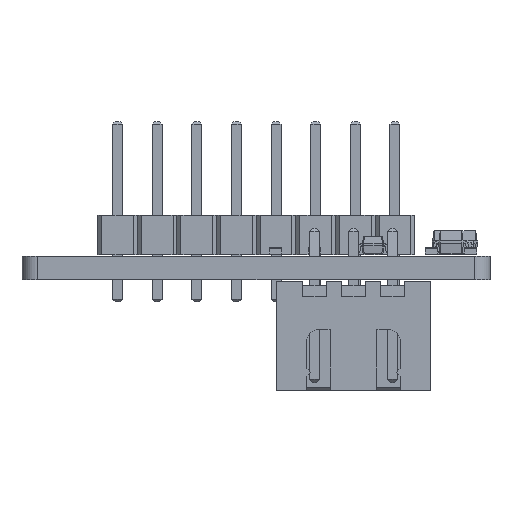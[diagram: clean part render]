
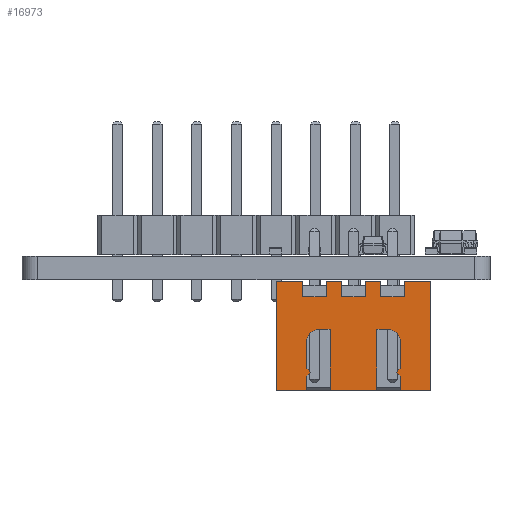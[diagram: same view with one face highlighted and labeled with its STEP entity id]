
A CAD part, front view. The second image highlights one B-rep face of the part: STEP entity #16973.
In plain terms, the highlighted face is planar.
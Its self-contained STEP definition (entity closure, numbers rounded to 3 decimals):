
#16354 = VERTEX_POINT('',#16355);
#16355 = CARTESIAN_POINT('',(-2.45,2.35,0.));
#16363 = EDGE_CURVE('',#16354,#16364,#16366,.T.);
#16364 = VERTEX_POINT('',#16365);
#16365 = CARTESIAN_POINT('',(-2.45,2.35,7.));
#16366 = LINE('',#16367,#16368);
#16367 = CARTESIAN_POINT('',(-2.45,2.35,0.));
#16368 = VECTOR('',#16369,1.);
#16369 = DIRECTION('',(0.,0.,1.));
#16587 = VERTEX_POINT('',#16588);
#16588 = CARTESIAN_POINT('',(7.45,2.35,0.));
#16630 = VERTEX_POINT('',#16631);
#16631 = CARTESIAN_POINT('',(7.45,2.35,7.));
#16637 = EDGE_CURVE('',#16587,#16630,#16638,.T.);
#16638 = LINE('',#16639,#16640);
#16639 = CARTESIAN_POINT('',(7.45,2.35,0.));
#16640 = VECTOR('',#16641,1.);
#16641 = DIRECTION('',(0.,0.,1.));
#16745 = VERTEX_POINT('',#16746);
#16746 = CARTESIAN_POINT('',(-0.75,2.35,0.));
#16752 = EDGE_CURVE('',#16745,#16354,#16753,.T.);
#16753 = LINE('',#16754,#16755);
#16754 = CARTESIAN_POINT('',(7.45,2.35,0.));
#16755 = VECTOR('',#16756,1.);
#16756 = DIRECTION('',(-1.,0.,0.));
#16955 = VERTEX_POINT('',#16956);
#16956 = CARTESIAN_POINT('',(-0.5,2.35,7.));
#16962 = EDGE_CURVE('',#16955,#16364,#16963,.T.);
#16963 = LINE('',#16964,#16965);
#16964 = CARTESIAN_POINT('',(7.45,2.35,7.));
#16965 = VECTOR('',#16966,1.);
#16966 = DIRECTION('',(-1.,0.,0.));
#16973 = ADVANCED_FACE('',(#16974),#17202,.F.);
#16974 = FACE_BOUND('',#16975,.F.);
#16975 = EDGE_LOOP('',(#16976,#16984,#16985,#16993,#17001,#17009,#17017,
    #17025,#17034,#17042,#17050,#17058,#17066,#17074,#17083,#17091,
    #17099,#17107,#17113,#17114,#17115,#17116,#17124,#17132,#17140,
    #17148,#17156,#17164,#17172,#17180,#17188,#17196));
#16976 = ORIENTED_EDGE('',*,*,#16977,.F.);
#16977 = EDGE_CURVE('',#16587,#16978,#16980,.T.);
#16978 = VERTEX_POINT('',#16979);
#16979 = CARTESIAN_POINT('',(5.75,2.35,0.));
#16980 = LINE('',#16981,#16982);
#16981 = CARTESIAN_POINT('',(7.45,2.35,0.));
#16982 = VECTOR('',#16983,1.);
#16983 = DIRECTION('',(-1.,0.,0.));
#16984 = ORIENTED_EDGE('',*,*,#16637,.T.);
#16985 = ORIENTED_EDGE('',*,*,#16986,.T.);
#16986 = EDGE_CURVE('',#16630,#16987,#16989,.T.);
#16987 = VERTEX_POINT('',#16988);
#16988 = CARTESIAN_POINT('',(5.5,2.35,7.));
#16989 = LINE('',#16990,#16991);
#16990 = CARTESIAN_POINT('',(7.45,2.35,7.));
#16991 = VECTOR('',#16992,1.);
#16992 = DIRECTION('',(-1.,0.,0.));
#16993 = ORIENTED_EDGE('',*,*,#16994,.F.);
#16994 = EDGE_CURVE('',#16995,#16987,#16997,.T.);
#16995 = VERTEX_POINT('',#16996);
#16996 = CARTESIAN_POINT('',(5.5,2.35,6.1));
#16997 = LINE('',#16998,#16999);
#16998 = CARTESIAN_POINT('',(5.5,2.35,6.1));
#16999 = VECTOR('',#17000,1.);
#17000 = DIRECTION('',(0.,0.,1.));
#17001 = ORIENTED_EDGE('',*,*,#17002,.F.);
#17002 = EDGE_CURVE('',#17003,#16995,#17005,.T.);
#17003 = VERTEX_POINT('',#17004);
#17004 = CARTESIAN_POINT('',(5.25,2.35,5.85));
#17005 = LINE('',#17006,#17007);
#17006 = CARTESIAN_POINT('',(5.25,2.35,5.85));
#17007 = VECTOR('',#17008,1.);
#17008 = DIRECTION('',(0.707,0.,0.707
    ));
#17009 = ORIENTED_EDGE('',*,*,#17010,.F.);
#17010 = EDGE_CURVE('',#17011,#17003,#17013,.T.);
#17011 = VERTEX_POINT('',#17012);
#17012 = CARTESIAN_POINT('',(5.5,2.35,5.6));
#17013 = LINE('',#17014,#17015);
#17014 = CARTESIAN_POINT('',(5.5,2.35,5.6));
#17015 = VECTOR('',#17016,1.);
#17016 = DIRECTION('',(-0.707,0.,0.707
    ));
#17017 = ORIENTED_EDGE('',*,*,#17018,.F.);
#17018 = EDGE_CURVE('',#17019,#17011,#17021,.T.);
#17019 = VERTEX_POINT('',#17020);
#17020 = CARTESIAN_POINT('',(5.5,2.35,3.85));
#17021 = LINE('',#17022,#17023);
#17022 = CARTESIAN_POINT('',(5.5,2.35,3.1));
#17023 = VECTOR('',#17024,1.);
#17024 = DIRECTION('',(0.,0.,1.));
#17025 = ORIENTED_EDGE('',*,*,#17026,.F.);
#17026 = EDGE_CURVE('',#17027,#17019,#17029,.T.);
#17027 = VERTEX_POINT('',#17028);
#17028 = CARTESIAN_POINT('',(4.75,2.35,3.1));
#17029 = CIRCLE('',#17030,0.75);
#17030 = AXIS2_PLACEMENT_3D('',#17031,#17032,#17033);
#17031 = CARTESIAN_POINT('',(4.75,2.35,3.85));
#17032 = DIRECTION('',(0.,-1.,0.));
#17033 = DIRECTION('',(0.,0.,1.));
#17034 = ORIENTED_EDGE('',*,*,#17035,.F.);
#17035 = EDGE_CURVE('',#17036,#17027,#17038,.T.);
#17036 = VERTEX_POINT('',#17037);
#17037 = CARTESIAN_POINT('',(4.,2.35,3.1));
#17038 = LINE('',#17039,#17040);
#17039 = CARTESIAN_POINT('',(4.,2.35,3.1));
#17040 = VECTOR('',#17041,1.);
#17041 = DIRECTION('',(1.,0.,0.));
#17042 = ORIENTED_EDGE('',*,*,#17043,.F.);
#17043 = EDGE_CURVE('',#17044,#17036,#17046,.T.);
#17044 = VERTEX_POINT('',#17045);
#17045 = CARTESIAN_POINT('',(4.,2.35,7.));
#17046 = LINE('',#17047,#17048);
#17047 = CARTESIAN_POINT('',(4.,2.35,7.));
#17048 = VECTOR('',#17049,1.);
#17049 = DIRECTION('',(-0.,0.,-1.));
#17050 = ORIENTED_EDGE('',*,*,#17051,.T.);
#17051 = EDGE_CURVE('',#17044,#17052,#17054,.T.);
#17052 = VERTEX_POINT('',#17053);
#17053 = CARTESIAN_POINT('',(1.,2.35,7.));
#17054 = LINE('',#17055,#17056);
#17055 = CARTESIAN_POINT('',(7.45,2.35,7.));
#17056 = VECTOR('',#17057,1.);
#17057 = DIRECTION('',(-1.,0.,0.));
#17058 = ORIENTED_EDGE('',*,*,#17059,.T.);
#17059 = EDGE_CURVE('',#17052,#17060,#17062,.T.);
#17060 = VERTEX_POINT('',#17061);
#17061 = CARTESIAN_POINT('',(1.,2.35,3.1));
#17062 = LINE('',#17063,#17064);
#17063 = CARTESIAN_POINT('',(1.,2.35,7.));
#17064 = VECTOR('',#17065,1.);
#17065 = DIRECTION('',(-0.,0.,-1.));
#17066 = ORIENTED_EDGE('',*,*,#17067,.T.);
#17067 = EDGE_CURVE('',#17060,#17068,#17070,.T.);
#17068 = VERTEX_POINT('',#17069);
#17069 = CARTESIAN_POINT('',(0.25,2.35,3.1));
#17070 = LINE('',#17071,#17072);
#17071 = CARTESIAN_POINT('',(1.,2.35,3.1));
#17072 = VECTOR('',#17073,1.);
#17073 = DIRECTION('',(-1.,0.,0.));
#17074 = ORIENTED_EDGE('',*,*,#17075,.T.);
#17075 = EDGE_CURVE('',#17068,#17076,#17078,.T.);
#17076 = VERTEX_POINT('',#17077);
#17077 = CARTESIAN_POINT('',(-0.5,2.35,3.85));
#17078 = CIRCLE('',#17079,0.75);
#17079 = AXIS2_PLACEMENT_3D('',#17080,#17081,#17082);
#17080 = CARTESIAN_POINT('',(0.25,2.35,3.85));
#17081 = DIRECTION('',(0.,1.,-0.));
#17082 = DIRECTION('',(0.,0.,1.));
#17083 = ORIENTED_EDGE('',*,*,#17084,.T.);
#17084 = EDGE_CURVE('',#17076,#17085,#17087,.T.);
#17085 = VERTEX_POINT('',#17086);
#17086 = CARTESIAN_POINT('',(-0.5,2.35,5.6));
#17087 = LINE('',#17088,#17089);
#17088 = CARTESIAN_POINT('',(-0.5,2.35,3.1));
#17089 = VECTOR('',#17090,1.);
#17090 = DIRECTION('',(0.,0.,1.));
#17091 = ORIENTED_EDGE('',*,*,#17092,.T.);
#17092 = EDGE_CURVE('',#17085,#17093,#17095,.T.);
#17093 = VERTEX_POINT('',#17094);
#17094 = CARTESIAN_POINT('',(-0.25,2.35,5.85));
#17095 = LINE('',#17096,#17097);
#17096 = CARTESIAN_POINT('',(-0.5,2.35,5.6));
#17097 = VECTOR('',#17098,1.);
#17098 = DIRECTION('',(0.707,0.,0.707
    ));
#17099 = ORIENTED_EDGE('',*,*,#17100,.T.);
#17100 = EDGE_CURVE('',#17093,#17101,#17103,.T.);
#17101 = VERTEX_POINT('',#17102);
#17102 = CARTESIAN_POINT('',(-0.5,2.35,6.1));
#17103 = LINE('',#17104,#17105);
#17104 = CARTESIAN_POINT('',(-0.25,2.35,5.85));
#17105 = VECTOR('',#17106,1.);
#17106 = DIRECTION('',(-0.707,0.,0.707
    ));
#17107 = ORIENTED_EDGE('',*,*,#17108,.T.);
#17108 = EDGE_CURVE('',#17101,#16955,#17109,.T.);
#17109 = LINE('',#17110,#17111);
#17110 = CARTESIAN_POINT('',(-0.5,2.35,6.1));
#17111 = VECTOR('',#17112,1.);
#17112 = DIRECTION('',(0.,0.,1.));
#17113 = ORIENTED_EDGE('',*,*,#16962,.T.);
#17114 = ORIENTED_EDGE('',*,*,#16363,.F.);
#17115 = ORIENTED_EDGE('',*,*,#16752,.F.);
#17116 = ORIENTED_EDGE('',*,*,#17117,.T.);
#17117 = EDGE_CURVE('',#16745,#17118,#17120,.T.);
#17118 = VERTEX_POINT('',#17119);
#17119 = CARTESIAN_POINT('',(-0.75,2.35,1.));
#17120 = LINE('',#17121,#17122);
#17121 = CARTESIAN_POINT('',(-0.75,2.35,0.));
#17122 = VECTOR('',#17123,1.);
#17123 = DIRECTION('',(0.,0.,1.));
#17124 = ORIENTED_EDGE('',*,*,#17125,.F.);
#17125 = EDGE_CURVE('',#17126,#17118,#17128,.T.);
#17126 = VERTEX_POINT('',#17127);
#17127 = CARTESIAN_POINT('',(0.75,2.35,1.));
#17128 = LINE('',#17129,#17130);
#17129 = CARTESIAN_POINT('',(0.75,2.35,1.));
#17130 = VECTOR('',#17131,1.);
#17131 = DIRECTION('',(-1.,0.,0.));
#17132 = ORIENTED_EDGE('',*,*,#17133,.F.);
#17133 = EDGE_CURVE('',#17134,#17126,#17136,.T.);
#17134 = VERTEX_POINT('',#17135);
#17135 = CARTESIAN_POINT('',(0.75,2.35,0.));
#17136 = LINE('',#17137,#17138);
#17137 = CARTESIAN_POINT('',(0.75,2.35,0.));
#17138 = VECTOR('',#17139,1.);
#17139 = DIRECTION('',(0.,0.,1.));
#17140 = ORIENTED_EDGE('',*,*,#17141,.F.);
#17141 = EDGE_CURVE('',#17142,#17134,#17144,.T.);
#17142 = VERTEX_POINT('',#17143);
#17143 = CARTESIAN_POINT('',(1.75,2.35,0.));
#17144 = LINE('',#17145,#17146);
#17145 = CARTESIAN_POINT('',(7.45,2.35,0.));
#17146 = VECTOR('',#17147,1.);
#17147 = DIRECTION('',(-1.,0.,0.));
#17148 = ORIENTED_EDGE('',*,*,#17149,.T.);
#17149 = EDGE_CURVE('',#17142,#17150,#17152,.T.);
#17150 = VERTEX_POINT('',#17151);
#17151 = CARTESIAN_POINT('',(1.75,2.35,1.));
#17152 = LINE('',#17153,#17154);
#17153 = CARTESIAN_POINT('',(1.75,2.35,0.));
#17154 = VECTOR('',#17155,1.);
#17155 = DIRECTION('',(0.,0.,1.));
#17156 = ORIENTED_EDGE('',*,*,#17157,.F.);
#17157 = EDGE_CURVE('',#17158,#17150,#17160,.T.);
#17158 = VERTEX_POINT('',#17159);
#17159 = CARTESIAN_POINT('',(3.25,2.35,1.));
#17160 = LINE('',#17161,#17162);
#17161 = CARTESIAN_POINT('',(3.25,2.35,1.));
#17162 = VECTOR('',#17163,1.);
#17163 = DIRECTION('',(-1.,0.,0.));
#17164 = ORIENTED_EDGE('',*,*,#17165,.F.);
#17165 = EDGE_CURVE('',#17166,#17158,#17168,.T.);
#17166 = VERTEX_POINT('',#17167);
#17167 = CARTESIAN_POINT('',(3.25,2.35,0.));
#17168 = LINE('',#17169,#17170);
#17169 = CARTESIAN_POINT('',(3.25,2.35,0.));
#17170 = VECTOR('',#17171,1.);
#17171 = DIRECTION('',(0.,0.,1.));
#17172 = ORIENTED_EDGE('',*,*,#17173,.F.);
#17173 = EDGE_CURVE('',#17174,#17166,#17176,.T.);
#17174 = VERTEX_POINT('',#17175);
#17175 = CARTESIAN_POINT('',(4.25,2.35,0.));
#17176 = LINE('',#17177,#17178);
#17177 = CARTESIAN_POINT('',(7.45,2.35,0.));
#17178 = VECTOR('',#17179,1.);
#17179 = DIRECTION('',(-1.,0.,0.));
#17180 = ORIENTED_EDGE('',*,*,#17181,.T.);
#17181 = EDGE_CURVE('',#17174,#17182,#17184,.T.);
#17182 = VERTEX_POINT('',#17183);
#17183 = CARTESIAN_POINT('',(4.25,2.35,1.));
#17184 = LINE('',#17185,#17186);
#17185 = CARTESIAN_POINT('',(4.25,2.35,0.));
#17186 = VECTOR('',#17187,1.);
#17187 = DIRECTION('',(0.,0.,1.));
#17188 = ORIENTED_EDGE('',*,*,#17189,.F.);
#17189 = EDGE_CURVE('',#17190,#17182,#17192,.T.);
#17190 = VERTEX_POINT('',#17191);
#17191 = CARTESIAN_POINT('',(5.75,2.35,1.));
#17192 = LINE('',#17193,#17194);
#17193 = CARTESIAN_POINT('',(5.75,2.35,1.));
#17194 = VECTOR('',#17195,1.);
#17195 = DIRECTION('',(-1.,0.,0.));
#17196 = ORIENTED_EDGE('',*,*,#17197,.F.);
#17197 = EDGE_CURVE('',#16978,#17190,#17198,.T.);
#17198 = LINE('',#17199,#17200);
#17199 = CARTESIAN_POINT('',(5.75,2.35,0.));
#17200 = VECTOR('',#17201,1.);
#17201 = DIRECTION('',(0.,0.,1.));
#17202 = PLANE('',#17203);
#17203 = AXIS2_PLACEMENT_3D('',#17204,#17205,#17206);
#17204 = CARTESIAN_POINT('',(7.45,2.35,0.));
#17205 = DIRECTION('',(0.,-1.,0.));
#17206 = DIRECTION('',(-1.,0.,0.));
